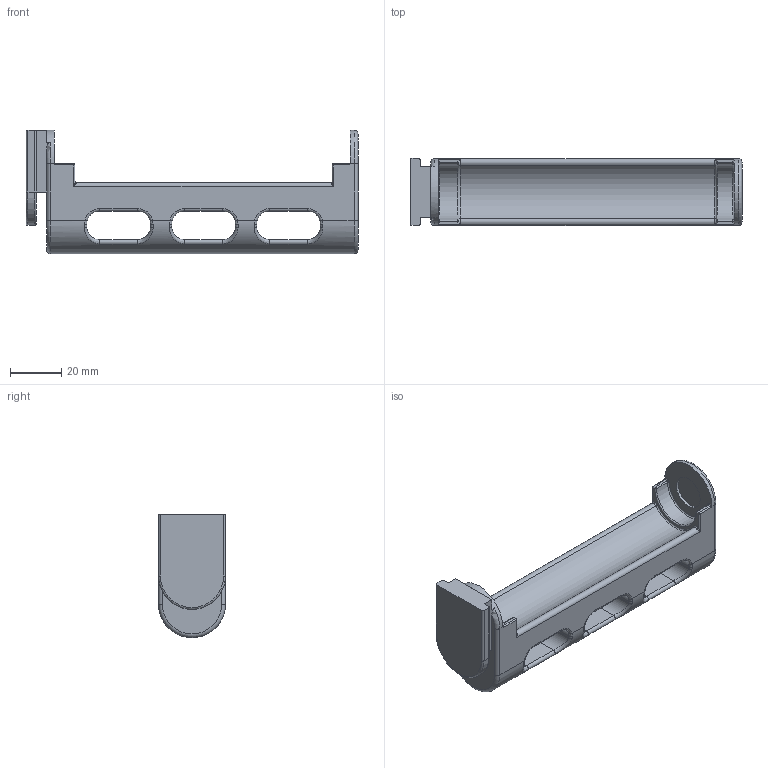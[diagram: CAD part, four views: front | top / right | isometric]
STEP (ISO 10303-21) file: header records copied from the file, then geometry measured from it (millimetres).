
FILE_DESCRIPTION(/* description */ (''),/* implementation_level */ '2;1');
FILE_NAME(/* name */ 'FillerGuide.step',/* time_stamp */ '2019-03-20T21:10:16+01:00',/* author */ ('Hugo.Groeneveld'),/* organization */ (''),/* preprocessor_version */ 'ST-DEVELOPER v17.2',/* originating_system */ 'Autodesk Translation Framework v7.6.0.251',/* authorisation */ '');
FILE_SCHEMA (('AUTOMOTIVE_DESIGN { 1 0 10303 214 3 1 1 }'));
Length unit declared in the file: millimetre
Products named in the file (1): FilamentHolder3dpnFinal
Bounding box: 129 x 26 x 48 mm (x, y, z)
Volume: 58410.6 mm3; surface area: 19864.8 mm2
Topology: 1 solids, 1 shells, 184 faces, 441 edges, 251 vertices
Faces by surface type: cylinder 63, torus 49, plane 36, bspline 28, sphere 8
Full cylindrical faces by diameter (mm): 13 x2
Entity records: 6369 total; most frequent: CARTESIAN_POINT 2151, DIRECTION 911, ORIENTED_EDGE 874, EDGE_CURVE 437, AXIS2_PLACEMENT_3D 383, VERTEX_POINT 251, CIRCLE 226, EDGE_LOOP 186
